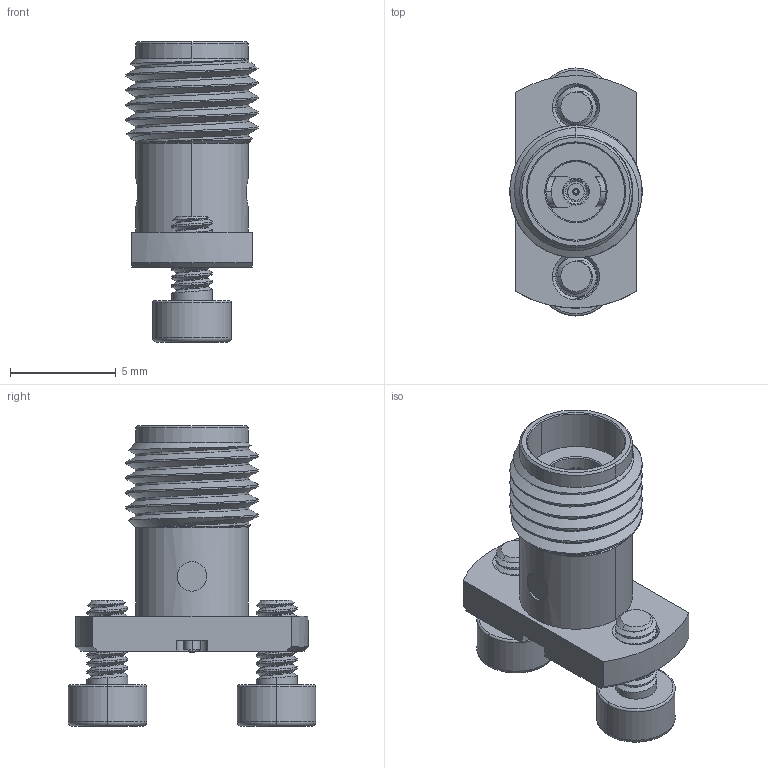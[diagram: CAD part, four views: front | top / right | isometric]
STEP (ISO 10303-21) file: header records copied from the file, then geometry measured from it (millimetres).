
FILE_DESCRIPTION (( 'STEP AP214' ), '1' );
FILE_NAME ('30K-453-D3.STEP', '2024-08-20T01:54:50', ( '' ), ( '' ), 'SwSTEP 2.0', 'SolidWorks 2024', '' );
FILE_SCHEMA (( 'AUTOMOTIVE_DESIGN' ));
Length unit declared in the file: millimetre
Products named in the file (1): 30K-453-D3
Bounding box: 6.25 x 11.72 x 14.21 mm (x, y, z)
Surface area: 629.3 mm2 (no closed solid volume)
Topology: 0 solids, 11 shells, 198 faces, 557 edges, 364 vertices
Faces by surface type: cylinder 93, plane 46, cone 38, bspline 13, torus 8
Entity records: 10238 total; most frequent: CARTESIAN_POINT 5681, ORIENTED_EDGE 1025, DIRECTION 851, EDGE_CURVE 553, VERTEX_POINT 364, AXIS2_PLACEMENT_3D 326, EDGE_LOOP 212, LINE 199
